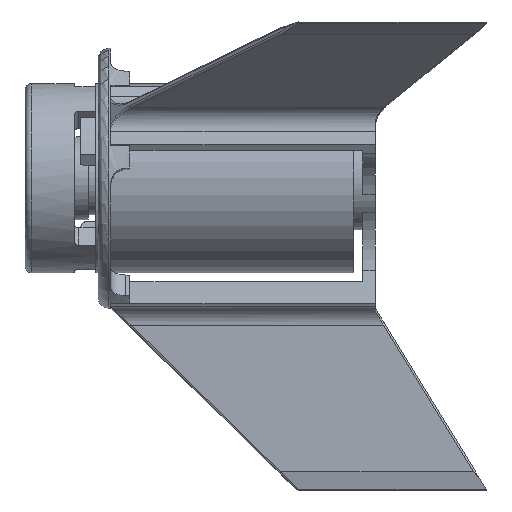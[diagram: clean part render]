
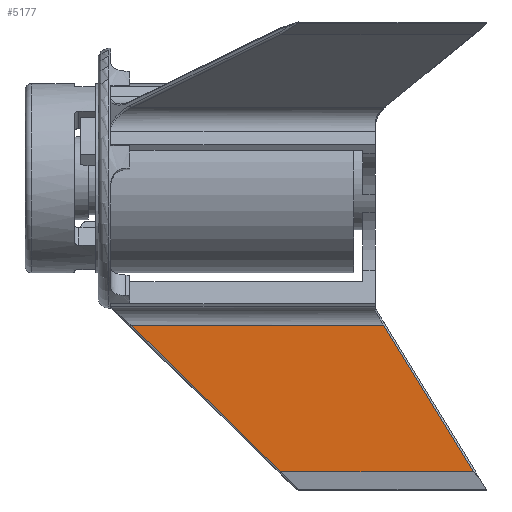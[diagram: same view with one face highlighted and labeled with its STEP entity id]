
A CAD part, left-side view. The second image highlights one B-rep face of the part: STEP entity #5177.
In plain terms, the highlighted planar face has unit normal (-1, 0, 0).
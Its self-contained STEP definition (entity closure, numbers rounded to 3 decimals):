
#134=B_SPLINE_CURVE_WITH_KNOTS('',3,(#8344,#8345,#8346,#8347),
 .UNSPECIFIED.,.F.,.F.,(4,4),(1.519,1.571),
 .UNSPECIFIED.);
#359=LINE('',#8279,#761);
#361=LINE('',#8354,#763);
#365=LINE('',#8364,#767);
#366=LINE('',#8365,#768);
#761=VECTOR('',#6447,10.);
#763=VECTOR('',#6451,10.);
#767=VECTOR('',#6459,10.);
#768=VECTOR('',#6460,10.);
#1234=FACE_OUTER_BOUND('',#1524,.T.);
#1524=EDGE_LOOP('',(#3802,#3803,#3804,#3805,#3806));
#2180=VERTEX_POINT('',#8272);
#2183=VERTEX_POINT('',#8277);
#2184=VERTEX_POINT('',#8300);
#2188=VERTEX_POINT('',#8353);
#2192=VERTEX_POINT('',#8363);
#2785=EDGE_CURVE('',#2183,#2180,#359,.T.);
#2790=EDGE_CURVE('',#2184,#2183,#134,.T.);
#2792=EDGE_CURVE('',#2188,#2180,#361,.T.);
#2797=EDGE_CURVE('',#2192,#2184,#365,.T.);
#2798=EDGE_CURVE('',#2188,#2192,#366,.T.);
#3802=ORIENTED_EDGE('',*,*,#2785,.F.);
#3803=ORIENTED_EDGE('',*,*,#2790,.F.);
#3804=ORIENTED_EDGE('',*,*,#2797,.F.);
#3805=ORIENTED_EDGE('',*,*,#2798,.F.);
#3806=ORIENTED_EDGE('',*,*,#2792,.T.);
#5005=PLANE('',#5578);
#5177=ADVANCED_FACE('',(#1234),#5005,.T.);
#5578=AXIS2_PLACEMENT_3D('',#8362,#6457,#6458);
#6447=DIRECTION('',(0.,-0.523,-0.853));
#6451=DIRECTION('',(0.,-1.,0.));
#6457=DIRECTION('center_axis',(-1.,0.,0.));
#6458=DIRECTION('ref_axis',(0.,0.,-1.));
#6459=DIRECTION('',(0.,-1.,0.));
#6460=DIRECTION('',(0.,0.715,0.7));
#8272=CARTESIAN_POINT('',(-1.5,-99.959,-116.578));
#8277=CARTESIAN_POINT('',(-1.5,-64.548,-58.803));
#8279=CARTESIAN_POINT('',(-1.5,-46.025,-28.58));
#8300=CARTESIAN_POINT('',(-1.5,-64.308,-58.411));
#8344=CARTESIAN_POINT('Ctrl Pts',(-1.5,-64.308,-58.411));
#8345=CARTESIAN_POINT('Ctrl Pts',(-1.5,-64.388,-58.542));
#8346=CARTESIAN_POINT('Ctrl Pts',(-1.5,-64.468,-58.672));
#8347=CARTESIAN_POINT('Ctrl Pts',(-1.5,-64.548,-58.803));
#8353=CARTESIAN_POINT('',(-1.5,-23.469,-116.578));
#8354=CARTESIAN_POINT('',(-1.5,44.,-116.578));
#8362=CARTESIAN_POINT('Origin',(-1.5,44.,-51.578));
#8363=CARTESIAN_POINT('',(-1.5,35.948,-58.411));
#8364=CARTESIAN_POINT('',(-1.5,-61.,-58.411));
#8365=CARTESIAN_POINT('',(-1.5,5.975,-87.753));
